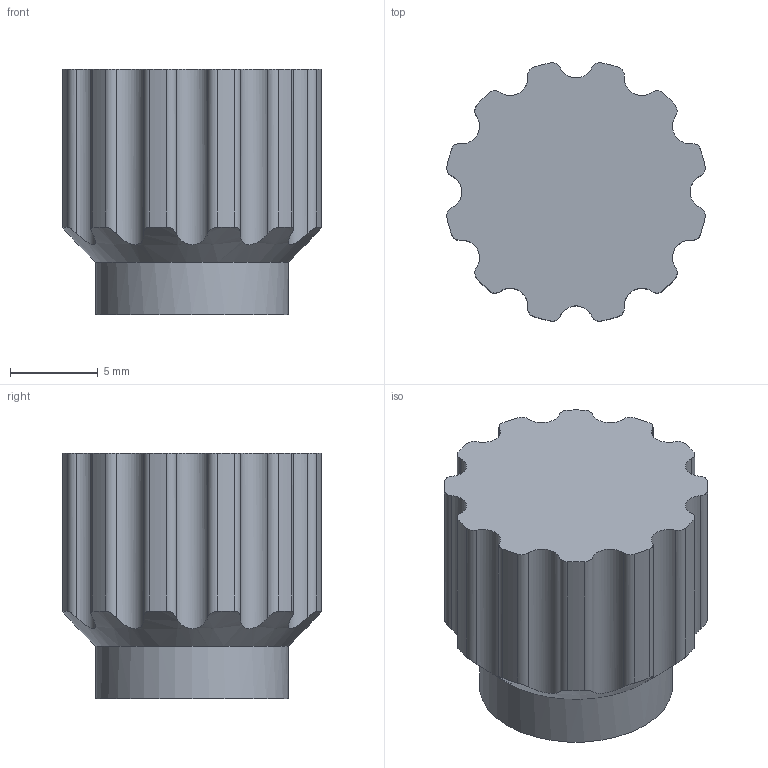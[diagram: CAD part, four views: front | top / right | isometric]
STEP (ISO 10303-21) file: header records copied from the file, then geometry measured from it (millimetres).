
FILE_DESCRIPTION(/* description */ ('Alibre Inc.'),/* implementation_level */ '2;1');
FILE_NAME(/* name */ 'export-B11A31F4-9466-4527-B730-85CAD0A58000',/* time_stamp */ '2023-03-14T09:57:53+07:00',/* author */ (''),/* organization */ (''),/* preprocessor_version */ 'ST-DEVELOPER v17',/* originating_system */ 'Alibre',/* authorisation */ '');
FILE_SCHEMA (('CONFIG_CONTROL_DESIGN'));
Length unit declared in the file: millimetre
Bounding box: 14.73 x 14.73 x 14 mm (x, y, z)
Volume: 1752 mm3; surface area: 1108.4 mm2
Topology: 1 solids, 1 shells, 61 faces, 170 edges, 113 vertices
Faces by surface type: cylinder 50, plane 10, cone 1
Full cylindrical faces by diameter (mm): 4.5 x1, 11 x1
Entity records: 3303 total; most frequent: CARTESIAN_POINT 1683, ORIENTED_EDGE 332, DIRECTION 306, EDGE_CURVE 166, AXIS2_PLACEMENT_3D 125, VERTEX_POINT 112, VECTOR 66, LINE 66
